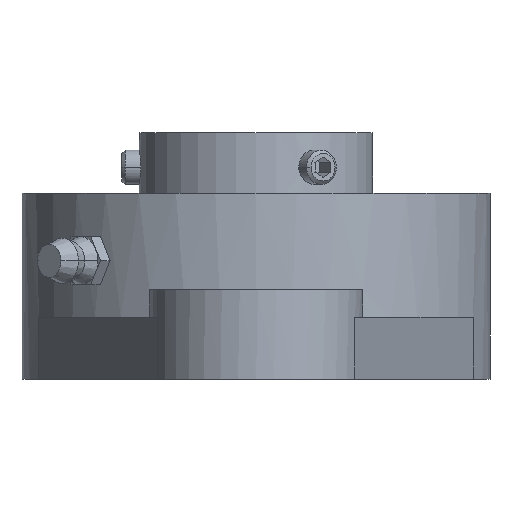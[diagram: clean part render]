
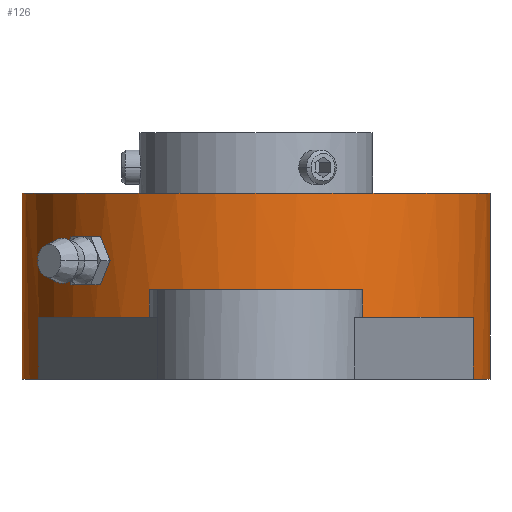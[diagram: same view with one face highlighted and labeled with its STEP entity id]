
A CAD part, left-side view. The second image highlights one B-rep face of the part: STEP entity #126.
In plain terms, the highlighted cylindrical face has radius 34 mm (diameter 68 mm), a partial arc.
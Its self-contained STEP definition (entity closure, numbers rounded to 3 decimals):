
#126 = ADVANCED_FACE( '', ( #233 ), #234, .T. );
#233 = FACE_OUTER_BOUND( '', #451, .T. );
#234 = CYLINDRICAL_SURFACE( '', #452, 34. );
#451 = EDGE_LOOP( '', ( #691, #692, #693, #694, #695, #696, #697, #698, #699, #700, #701, #702 ) );
#452 = AXIS2_PLACEMENT_3D( '', #703, #704, #705 );
#691 = ORIENTED_EDGE( '', *, *, #1486, .F. );
#692 = ORIENTED_EDGE( '', *, *, #1487, .T. );
#693 = ORIENTED_EDGE( '', *, *, #1488, .T. );
#694 = ORIENTED_EDGE( '', *, *, #1489, .T. );
#695 = ORIENTED_EDGE( '', *, *, #1490, .T. );
#696 = ORIENTED_EDGE( '', *, *, #1491, .T. );
#697 = ORIENTED_EDGE( '', *, *, #1492, .T. );
#698 = ORIENTED_EDGE( '', *, *, #1493, .T. );
#699 = ORIENTED_EDGE( '', *, *, #1494, .F. );
#700 = ORIENTED_EDGE( '', *, *, #1495, .T. );
#701 = ORIENTED_EDGE( '', *, *, #1496, .F. );
#702 = ORIENTED_EDGE( '', *, *, #1497, .F. );
#703 = CARTESIAN_POINT( '', ( 0., 0., 13.5 ) );
#704 = DIRECTION( '', ( 0., 0., -1. ) );
#705 = DIRECTION( '', ( 0., 1., 0. ) );
#1486 = EDGE_CURVE( '', #1755, #1756, #1757, .T. );
#1487 = EDGE_CURVE( '', #1755, #1758, #1759, .T. );
#1488 = EDGE_CURVE( '', #1758, #1760, #1761, .T. );
#1489 = EDGE_CURVE( '', #1760, #1762, #1763, .T. );
#1490 = EDGE_CURVE( '', #1762, #1764, #1765, .T. );
#1491 = EDGE_CURVE( '', #1764, #1766, #1767, .T. );
#1492 = EDGE_CURVE( '', #1766, #1768, #1769, .T. );
#1493 = EDGE_CURVE( '', #1768, #1770, #1771, .T. );
#1494 = EDGE_CURVE( '', #1772, #1770, #1773, .T. );
#1495 = EDGE_CURVE( '', #1772, #1774, #1775, .T. );
#1496 = EDGE_CURVE( '', #1776, #1774, #1777, .T. );
#1497 = EDGE_CURVE( '', #1756, #1776, #1778, .T. );
#1755 = VERTEX_POINT( '', #2305 );
#1756 = VERTEX_POINT( '', #2306 );
#1757 = LINE( '', #2307, #2308 );
#1758 = VERTEX_POINT( '', #2309 );
#1759 = CIRCLE( '', #2310, 34. );
#1760 = VERTEX_POINT( '', #2311 );
#1761 = LINE( '', #2312, #2313 );
#1762 = VERTEX_POINT( '', #2314 );
#1763 = CIRCLE( '', #2315, 34. );
#1764 = VERTEX_POINT( '', #2316 );
#1765 = LINE( '', #2317, #2318 );
#1766 = VERTEX_POINT( '', #2319 );
#1767 = CIRCLE( '', #2320, 34. );
#1768 = VERTEX_POINT( '', #2321 );
#1769 = LINE( '', #2322, #2323 );
#1770 = VERTEX_POINT( '', #2324 );
#1771 = CIRCLE( '', #2325, 34. );
#1772 = VERTEX_POINT( '', #2326 );
#1773 = LINE( '', #2327, #2328 );
#1774 = VERTEX_POINT( '', #2329 );
#1775 = CIRCLE( '', #2330, 34. );
#1776 = VERTEX_POINT( '', #2331 );
#1777 = LINE( '', #2332, #2333 );
#1778 = CIRCLE( '', #2334, 34. );
#2305 = CARTESIAN_POINT( '', ( 0., 34., 0. ) );
#2306 = CARTESIAN_POINT( '', ( 0., 34., 27. ) );
#2307 = CARTESIAN_POINT( '', ( 0., 34., 13.5 ) );
#2308 = VECTOR( '', #2973, 1. );
#2309 = CARTESIAN_POINT( '', ( -12.707, 31.536, 0. ) );
#2310 = AXIS2_PLACEMENT_3D( '', #2974, #2975, #2976 );
#2311 = CARTESIAN_POINT( '', ( -12.707, 31.536, 9. ) );
#2312 = CARTESIAN_POINT( '', ( -12.707, 31.536, 4.5 ) );
#2313 = VECTOR( '', #2977, 1. );
#2314 = CARTESIAN_POINT( '', ( -30.261, 15.5, 9. ) );
#2315 = AXIS2_PLACEMENT_3D( '', #2978, #2979, #2980 );
#2316 = CARTESIAN_POINT( '', ( -30.261, 15.5, 13. ) );
#2317 = CARTESIAN_POINT( '', ( -30.261, 15.5, 6.5 ) );
#2318 = VECTOR( '', #2981, 1. );
#2319 = CARTESIAN_POINT( '', ( -30.261, -15.5, 13. ) );
#2320 = AXIS2_PLACEMENT_3D( '', #2982, #2983, #2984 );
#2321 = CARTESIAN_POINT( '', ( -30.261, -15.5, 9. ) );
#2322 = CARTESIAN_POINT( '', ( -30.261, -15.5, 6.5 ) );
#2323 = VECTOR( '', #2985, 1. );
#2324 = CARTESIAN_POINT( '', ( -12.707, -31.536, 9. ) );
#2325 = AXIS2_PLACEMENT_3D( '', #2986, #2987, #2988 );
#2326 = CARTESIAN_POINT( '', ( -12.707, -31.536, 0. ) );
#2327 = CARTESIAN_POINT( '', ( -12.707, -31.536, 4.5 ) );
#2328 = VECTOR( '', #2989, 1. );
#2329 = CARTESIAN_POINT( '', ( 0., -34., 0. ) );
#2330 = AXIS2_PLACEMENT_3D( '', #2990, #2991, #2992 );
#2331 = CARTESIAN_POINT( '', ( 0., -34., 27. ) );
#2332 = CARTESIAN_POINT( '', ( 0., -34., 13.5 ) );
#2333 = VECTOR( '', #2993, 1. );
#2334 = AXIS2_PLACEMENT_3D( '', #2994, #2995, #2996 );
#2973 = DIRECTION( '', ( 0., 0., 1. ) );
#2974 = CARTESIAN_POINT( '', ( 0., 0., 0. ) );
#2975 = DIRECTION( '', ( 0., 0., 1. ) );
#2976 = DIRECTION( '', ( 0., 1., 0. ) );
#2977 = DIRECTION( '', ( 0., 0., 1. ) );
#2978 = CARTESIAN_POINT( '', ( 0., 0., 9. ) );
#2979 = DIRECTION( '', ( 0., 0., 1. ) );
#2980 = DIRECTION( '', ( 0., 1., 0. ) );
#2981 = DIRECTION( '', ( 0., 0., 1. ) );
#2982 = CARTESIAN_POINT( '', ( 0., 0., 13. ) );
#2983 = DIRECTION( '', ( 0., 0., 1. ) );
#2984 = DIRECTION( '', ( 0., 1., 0. ) );
#2985 = DIRECTION( '', ( 0., 0., -1. ) );
#2986 = CARTESIAN_POINT( '', ( 0., 0., 9. ) );
#2987 = DIRECTION( '', ( 0., 0., 1. ) );
#2988 = DIRECTION( '', ( 0., 1., 0. ) );
#2989 = DIRECTION( '', ( 0., 0., 1. ) );
#2990 = CARTESIAN_POINT( '', ( 0., 0., 0. ) );
#2991 = DIRECTION( '', ( 0., 0., 1. ) );
#2992 = DIRECTION( '', ( 0., 1., 0. ) );
#2993 = DIRECTION( '', ( 0., 0., -1. ) );
#2994 = CARTESIAN_POINT( '', ( 0., 0., 27. ) );
#2995 = DIRECTION( '', ( 0., 0., 1. ) );
#2996 = DIRECTION( '', ( 0., 1., 0. ) );
